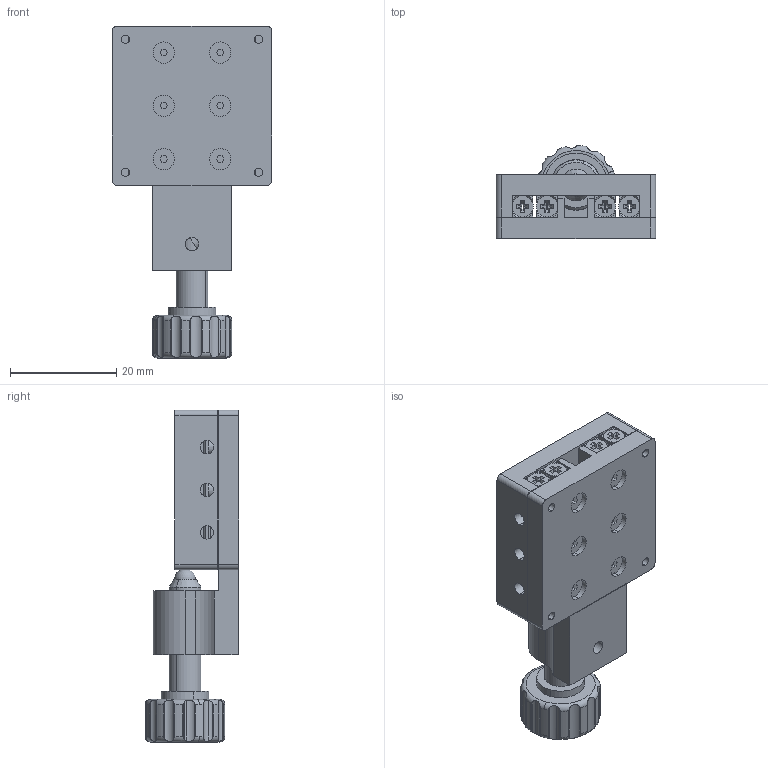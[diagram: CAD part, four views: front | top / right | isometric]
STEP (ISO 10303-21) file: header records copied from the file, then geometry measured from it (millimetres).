
FILE_DESCRIPTION (( 'STEP AP203' ), '1' );
FILE_NAME ('56STS-1.STEP', '2023-04-27T02:21:37', ( '' ), ( '' ), 'SwSTEP 2.0', 'SolidWorks 2022', '' );
FILE_SCHEMA (( 'CONFIG_CONTROL_DESIGN' ));
Length unit declared in the file: millimetre
Products named in the file (1): 56STS-1
Bounding box: 30 x 17.59 x 62.4 mm (x, y, z)
Surface area: 10434.7 mm2 (no closed solid volume)
Topology: 0 solids, 36 shells, 476 faces, 1452 edges, 1001 vertices
Faces by surface type: plane 284, cylinder 156, cone 30, torus 4, sphere 2
Entity records: 16891 total; most frequent: CARTESIAN_POINT 4244, DIRECTION 2479, ORIENTED_EDGE 2450, EDGE_CURVE 1447, VERTEX_POINT 998, AXIS2_PLACEMENT_3D 853, VECTOR 773, LINE 773
